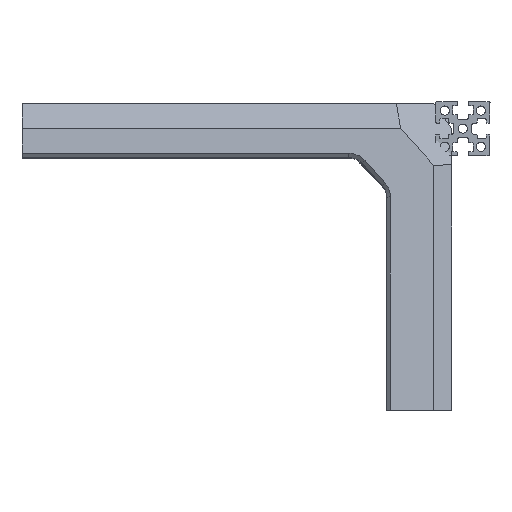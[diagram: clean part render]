
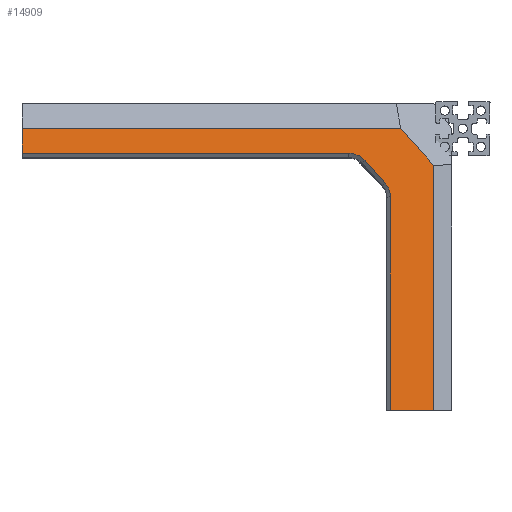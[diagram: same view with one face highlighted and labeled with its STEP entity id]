
A CAD part, left-side view. The second image highlights one B-rep face of the part: STEP entity #14909.
In plain terms, the highlighted planar face has unit normal (-0.985, 0, 0.174).
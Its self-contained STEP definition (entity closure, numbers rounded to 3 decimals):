
#732=PLANE('',#16149);
#1477=FACE_OUTER_BOUND('',#2380,.T.);
#2380=EDGE_LOOP('',(#11633,#11634,#11635,#11636,#11637,#11638,#11639,#11640,
#11641,#11642));
#3391=LINE('',#22802,#4975);
#3406=LINE('',#22834,#4990);
#3482=LINE('',#23003,#5066);
#3493=LINE('',#23027,#5077);
#3495=LINE('',#23035,#5079);
#3496=LINE('',#23038,#5080);
#3497=LINE('',#23040,#5081);
#3498=LINE('',#23041,#5082);
#4975=VECTOR('',#18194,1000.);
#4990=VECTOR('',#18213,1000.);
#5066=VECTOR('',#18363,1000.);
#5077=VECTOR('',#18388,1000.);
#5079=VECTOR('',#18398,1000.);
#5080=VECTOR('',#18401,1000.);
#5081=VECTOR('',#18402,1000.);
#5082=VECTOR('',#18403,1000.);
#6403=CIRCLE('',#16148,6.);
#6404=CIRCLE('',#16150,6.);
#6995=VERTEX_POINT('',#22777);
#7007=VERTEX_POINT('',#22800);
#7022=VERTEX_POINT('',#22833);
#7077=VERTEX_POINT('',#23000);
#7078=VERTEX_POINT('',#23002);
#7084=VERTEX_POINT('',#23025);
#7085=VERTEX_POINT('',#23030);
#7086=VERTEX_POINT('',#23034);
#7087=VERTEX_POINT('',#23036);
#7088=VERTEX_POINT('',#23039);
#8638=EDGE_CURVE('',#6995,#7007,#3391,.T.);
#8653=EDGE_CURVE('',#7022,#6995,#3406,.T.);
#8739=EDGE_CURVE('',#7078,#7077,#3482,.T.);
#8752=EDGE_CURVE('',#7007,#7084,#3493,.T.);
#8754=EDGE_CURVE('',#7084,#7085,#6403,.T.);
#8755=EDGE_CURVE('',#7085,#7086,#3495,.T.);
#8756=EDGE_CURVE('',#7086,#7087,#6404,.T.);
#8757=EDGE_CURVE('',#7087,#7078,#3496,.T.);
#8758=EDGE_CURVE('',#7077,#7088,#3497,.T.);
#8759=EDGE_CURVE('',#7088,#7022,#3498,.T.);
#11633=ORIENTED_EDGE('',*,*,#8653,.T.);
#11634=ORIENTED_EDGE('',*,*,#8638,.T.);
#11635=ORIENTED_EDGE('',*,*,#8752,.T.);
#11636=ORIENTED_EDGE('',*,*,#8754,.T.);
#11637=ORIENTED_EDGE('',*,*,#8755,.T.);
#11638=ORIENTED_EDGE('',*,*,#8756,.T.);
#11639=ORIENTED_EDGE('',*,*,#8757,.T.);
#11640=ORIENTED_EDGE('',*,*,#8739,.T.);
#11641=ORIENTED_EDGE('',*,*,#8758,.T.);
#11642=ORIENTED_EDGE('',*,*,#8759,.T.);
#14909=ADVANCED_FACE('',(#1477),#732,.F.);
#16148=AXIS2_PLACEMENT_3D('',#23032,#18394,#18395);
#16149=AXIS2_PLACEMENT_3D('',#23033,#18396,#18397);
#16150=AXIS2_PLACEMENT_3D('',#23037,#18399,#18400);
#18194=DIRECTION('',(-0.174,0.,-0.985));
#18213=DIRECTION('',(0.,1.,0.));
#18363=DIRECTION('',(0.,-1.,0.));
#18388=DIRECTION('',(0.,-1.,0.));
#18394=DIRECTION('center_axis',(0.985,0.,
-0.174));
#18395=DIRECTION('ref_axis',(0.174,0.,0.985));
#18396=DIRECTION('center_axis',(0.985,0.,
-0.174));
#18397=DIRECTION('ref_axis',(0.174,0.,0.985));
#18398=DIRECTION('',(-0.13,-0.663,-0.738));
#18399=DIRECTION('center_axis',(0.985,0.,
-0.174));
#18400=DIRECTION('ref_axis',(0.174,0.,0.985));
#18401=DIRECTION('',(-0.174,0.,-0.985));
#18402=DIRECTION('',(0.174,0.,0.985));
#18403=DIRECTION('',(0.13,0.663,0.738));
#22777=CARTESIAN_POINT('',(53.672,0.138,366.115));
#22800=CARTESIAN_POINT('',(52.457,0.138,359.222));
#22802=CARTESIAN_POINT('',(39.9,0.138,288.009));
#22833=CARTESIAN_POINT('',(53.672,-104.719,366.115));
#22834=CARTESIAN_POINT('',(53.672,96.138,366.115));
#23000=CARTESIAN_POINT('',(39.9,-113.862,288.009));
#23002=CARTESIAN_POINT('',(39.9,-101.862,288.009));
#23003=CARTESIAN_POINT('',(39.9,119.138,288.009));
#23025=CARTESIAN_POINT('',(52.457,-90.36,359.222));
#23027=CARTESIAN_POINT('',(52.457,-92.86,359.222));
#23030=CARTESIAN_POINT('',(52.105,-94.854,357.228));
#23032=CARTESIAN_POINT('Origin',(51.415,-90.36,353.313));
#23033=CARTESIAN_POINT('Origin',(39.9,120.138,288.009));
#23034=CARTESIAN_POINT('',(51.025,-100.356,351.103));
#23035=CARTESIAN_POINT('',(51.025,-100.356,351.103));
#23036=CARTESIAN_POINT('',(50.335,-101.862,347.188));
#23037=CARTESIAN_POINT('Origin',(50.335,-95.862,347.188));
#23038=CARTESIAN_POINT('',(39.9,-101.862,288.009));
#23039=CARTESIAN_POINT('',(51.877,-113.862,355.936));
#23040=CARTESIAN_POINT('',(39.9,-113.862,288.009));
#23041=CARTESIAN_POINT('',(65.323,-45.366,432.191));
